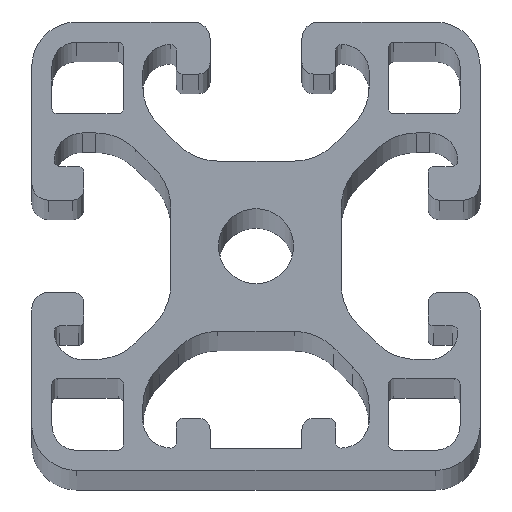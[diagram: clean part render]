
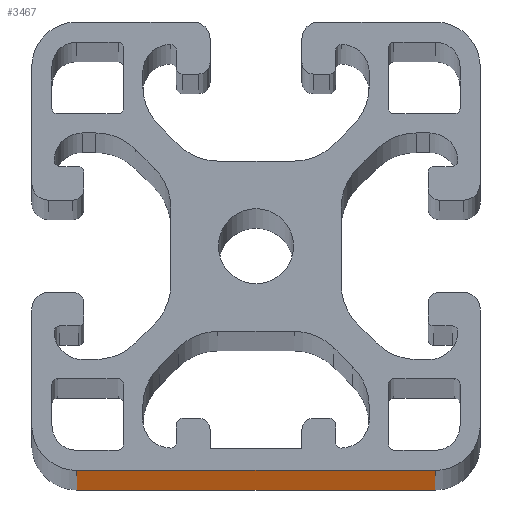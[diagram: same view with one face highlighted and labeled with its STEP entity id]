
A CAD part, top view. The second image highlights one B-rep face of the part: STEP entity #3467.
In plain terms, the highlighted planar face has unit normal (0, -1, 0).
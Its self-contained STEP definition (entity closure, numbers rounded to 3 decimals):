
#3409=CARTESIAN_POINT('',(32.,0.,1000.0));
#3410=VERTEX_POINT('',#3409);
#3418=CARTESIAN_POINT('',(32.,0.,0.0));
#3419=VERTEX_POINT('',#3418);
#3420=CARTESIAN_POINT('',(32.,0.,0.0));
#3421=DIRECTION('',(0.0,0.0,1.0));
#3422=VECTOR('',#3421,1000.0);
#3423=LINE('',#3420,#3422);
#3424=EDGE_CURVE('',#3419,#3410,#3423,.T.);
#3437=CARTESIAN_POINT('',(32.,0.,0.0));
#3438=DIRECTION('',(0.0,-1.0,0.0));
#3439=DIRECTION('',(0.0,0.0,-1.0));
#3440=AXIS2_PLACEMENT_3D('',#3437,#3438,#3439);
#3441=PLANE('',#3440);
#3442=CARTESIAN_POINT('',(0.,0.,1000.0));
#3443=VERTEX_POINT('',#3442);
#3444=CARTESIAN_POINT('',(32.,0.,1000.0));
#3445=DIRECTION('',(-1.0,0.0,0.0));
#3446=VECTOR('',#3445,32.);
#3447=LINE('',#3444,#3446);
#3448=EDGE_CURVE('',#3410,#3443,#3447,.T.);
#3449=ORIENTED_EDGE('',*,*,#3448,.T.);
#3450=CARTESIAN_POINT('',(0.,0.,0.0));
#3451=VERTEX_POINT('',#3450);
#3452=CARTESIAN_POINT('',(0.,0.,0.0));
#3453=DIRECTION('',(0.0,0.0,1.0));
#3454=VECTOR('',#3453,1000.0);
#3455=LINE('',#3452,#3454);
#3456=EDGE_CURVE('',#3451,#3443,#3455,.T.);
#3457=ORIENTED_EDGE('',*,*,#3456,.F.);
#3458=CARTESIAN_POINT('',(0.,0.,0.0));
#3459=DIRECTION('',(1.0,0.0,0.0));
#3460=VECTOR('',#3459,32.);
#3461=LINE('',#3458,#3460);
#3462=EDGE_CURVE('',#3451,#3419,#3461,.T.);
#3463=ORIENTED_EDGE('',*,*,#3462,.T.);
#3464=ORIENTED_EDGE('',*,*,#3424,.T.);
#3465=EDGE_LOOP('',(#3449,#3457,#3463,#3464));
#3466=FACE_OUTER_BOUND('',#3465,.T.);
#3467=ADVANCED_FACE('',(#3466),#3441,.T.);
